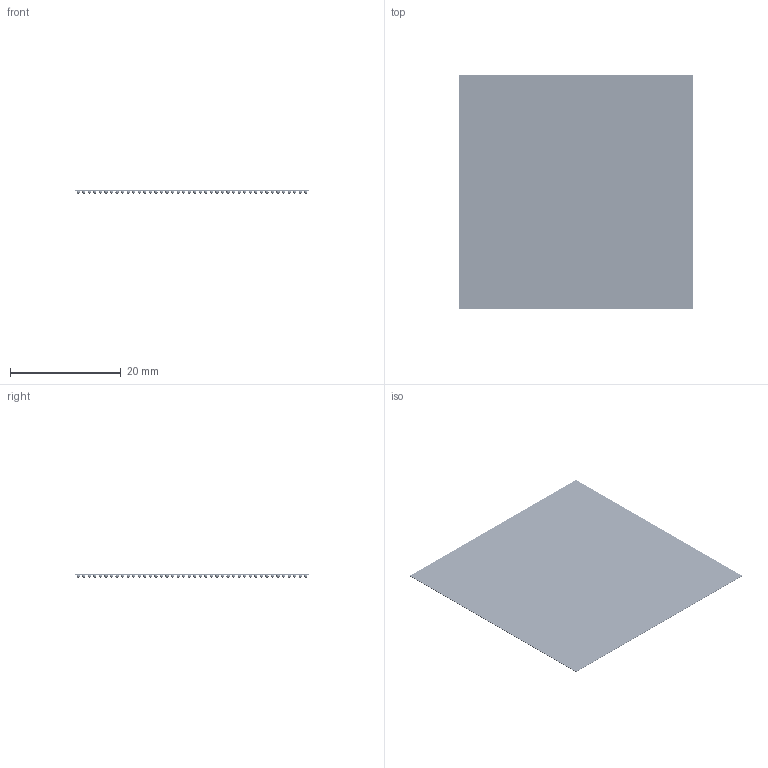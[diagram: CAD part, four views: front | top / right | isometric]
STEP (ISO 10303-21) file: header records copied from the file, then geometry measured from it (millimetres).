
FILE_DESCRIPTION(('FreeCAD Model'),'2;1');
FILE_NAME('Open CASCADE Shape Model','2023-11-04T22:47:06',('Author'),( ''),'Open CASCADE STEP processor 7.6','FreeCAD','Unknown');
FILE_SCHEMA(('AUTOMOTIVE_DESIGN { 1 0 10303 214 1 1 1 1 }'));
Length unit declared in the file: millimetre
Products named in the file (1): Cuerpo
Bounding box: 42.3 x 42.3 x 0.61 mm (x, y, z)
Volume: 366.3 mm3; surface area: 5036.9 mm2
Topology: 1 solids, 1 shells, 1770 faces, 5304 edges, 3536 vertices
Faces by surface type: sphere 1764, plane 6
Entity records: 53098 total; most frequent: DIRECTION 10610, CARTESIAN_POINT 8847, ORIENTED_EDGE 7080, AXIS2_PLACEMENT_3D 5299, EDGE_CURVE 3540, VERTEX_POINT 3536, FACE_BOUND 3534, EDGE_LOOP 3534
